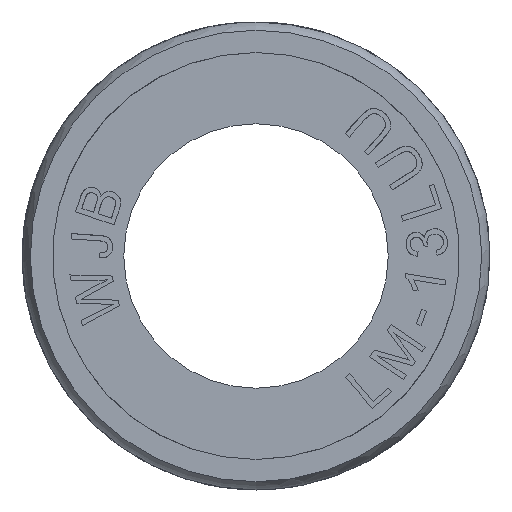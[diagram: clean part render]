
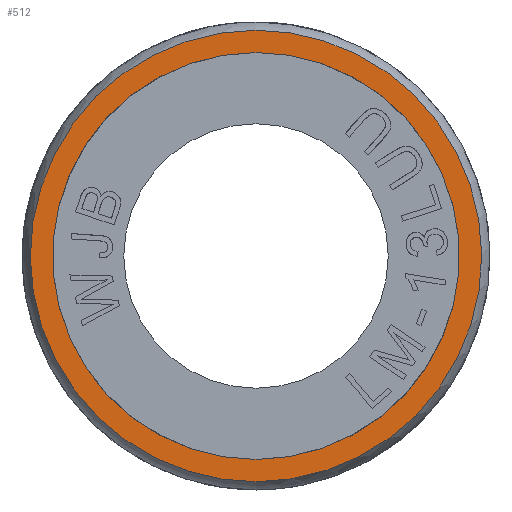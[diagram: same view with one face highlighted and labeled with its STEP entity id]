
A CAD part, left-side view. The second image highlights one B-rep face of the part: STEP entity #512.
In plain terms, the highlighted planar face has unit normal (-1, 0, 0).
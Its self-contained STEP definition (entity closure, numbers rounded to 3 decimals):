
#512=ADVANCED_FACE('',(#1095,#1096),#816,.T.);
#816=PLANE('',#5719);
#1095=FACE_BOUND('',#1173,.T.);
#1096=FACE_BOUND('',#1174,.T.);
#1173=EDGE_LOOP('',(#2143,#2144));
#1174=EDGE_LOOP('',(#2145,#2146));
#1578=B_SPLINE_CURVE_WITH_KNOTS('',3,(#8516,#8517,#8518,#8519,#8520,#8521,
#8522,#8523,#8524,#8525),.UNSPECIFIED.,.F.,.F.,(4,2,2,2,4),(0.,0.25,0.5,
0.75,1.),.UNSPECIFIED.);
#1579=B_SPLINE_CURVE_WITH_KNOTS('',3,(#8528,#8529,#8530,#8531,#8532,#8533,
#8534,#8535,#8536,#8537),.UNSPECIFIED.,.F.,.F.,(4,2,2,2,4),(0.,0.25,0.5,
0.75,1.),.UNSPECIFIED.);
#1582=B_SPLINE_CURVE_WITH_KNOTS('',3,(#8561,#8562,#8563,#8564,#8565,#8566,
#8567,#8568,#8569,#8570),.UNSPECIFIED.,.F.,.F.,(4,2,2,2,4),(0.,0.25,0.5,
0.75,1.),.UNSPECIFIED.);
#1583=B_SPLINE_CURVE_WITH_KNOTS('',3,(#8573,#8574,#8575,#8576,#8577,#8578,
#8579,#8580,#8581,#8582),.UNSPECIFIED.,.F.,.F.,(4,2,2,2,4),(0.,0.25,0.5,
0.75,1.),.UNSPECIFIED.);
#2143=ORIENTED_EDGE('',*,*,#4243,.F.);
#2144=ORIENTED_EDGE('',*,*,#4244,.F.);
#2145=ORIENTED_EDGE('',*,*,#4239,.T.);
#2146=ORIENTED_EDGE('',*,*,#4240,.T.);
#3705=VERTEX_POINT('',#8526);
#3706=VERTEX_POINT('',#8527);
#3709=VERTEX_POINT('',#8571);
#3710=VERTEX_POINT('',#8572);
#4239=EDGE_CURVE('',#3705,#3706,#1578,.T.);
#4240=EDGE_CURVE('',#3706,#3705,#1579,.T.);
#4243=EDGE_CURVE('',#3709,#3710,#1582,.T.);
#4244=EDGE_CURVE('',#3710,#3709,#1583,.T.);
#5719=AXIS2_PLACEMENT_3D('',#8583,#6164,#6165);
#6164=DIRECTION('',(-1.,0.,0.));
#6165=DIRECTION('',(0.,0.,1.));
#8516=CARTESIAN_POINT('',(0.,0.,11.094));
#8517=CARTESIAN_POINT('',(0.,2.915,11.094));
#8518=CARTESIAN_POINT('',(0.,5.785,9.904));
#8519=CARTESIAN_POINT('',(0.,9.904,5.786));
#8520=CARTESIAN_POINT('',(0.,11.094,2.912));
#8521=CARTESIAN_POINT('',(0.,11.095,-2.912));
#8522=CARTESIAN_POINT('',(0.,9.904,-5.785));
#8523=CARTESIAN_POINT('',(0.,5.786,-9.904));
#8524=CARTESIAN_POINT('',(0.,2.916,-11.094));
#8525=CARTESIAN_POINT('',(0.,0.,-11.094));
#8526=CARTESIAN_POINT('',(0.,0.,11.094));
#8527=CARTESIAN_POINT('',(0.,0.,-11.094));
#8528=CARTESIAN_POINT('',(0.,0.,-11.094));
#8529=CARTESIAN_POINT('',(0.,-2.915,-11.094));
#8530=CARTESIAN_POINT('',(0.,-5.785,-9.904));
#8531=CARTESIAN_POINT('',(0.,-9.904,-5.786));
#8532=CARTESIAN_POINT('',(0.,-11.094,-2.912));
#8533=CARTESIAN_POINT('',(0.,-11.095,2.912));
#8534=CARTESIAN_POINT('',(0.,-9.904,5.785));
#8535=CARTESIAN_POINT('',(0.,-5.786,9.904));
#8536=CARTESIAN_POINT('',(0.,-2.916,11.094));
#8537=CARTESIAN_POINT('',(0.,0.,11.094));
#8561=CARTESIAN_POINT('',(0.,0.,10.));
#8562=CARTESIAN_POINT('',(0.,2.618,10.));
#8563=CARTESIAN_POINT('',(0.,5.22,8.922));
#8564=CARTESIAN_POINT('',(0.,8.922,5.22));
#8565=CARTESIAN_POINT('',(0.,10.,2.618));
#8566=CARTESIAN_POINT('',(0.,10.,-2.618));
#8567=CARTESIAN_POINT('',(0.,8.922,-5.22));
#8568=CARTESIAN_POINT('',(0.,5.22,-8.922));
#8569=CARTESIAN_POINT('',(0.,2.618,-10.));
#8570=CARTESIAN_POINT('',(0.,0.,-10.));
#8571=CARTESIAN_POINT('',(0.,0.,10.));
#8572=CARTESIAN_POINT('',(0.,0.,-10.));
#8573=CARTESIAN_POINT('',(0.,0.,-10.));
#8574=CARTESIAN_POINT('',(0.,-2.618,-10.));
#8575=CARTESIAN_POINT('',(0.,-5.22,-8.922));
#8576=CARTESIAN_POINT('',(0.,-8.922,-5.22));
#8577=CARTESIAN_POINT('',(0.,-10.,-2.618));
#8578=CARTESIAN_POINT('',(0.,-10.,2.618));
#8579=CARTESIAN_POINT('',(0.,-8.922,5.22));
#8580=CARTESIAN_POINT('',(0.,-5.22,8.922));
#8581=CARTESIAN_POINT('',(0.,-2.618,10.));
#8582=CARTESIAN_POINT('',(0.,0.,10.));
#8583=CARTESIAN_POINT('',(0.,-11.319,-11.094));
